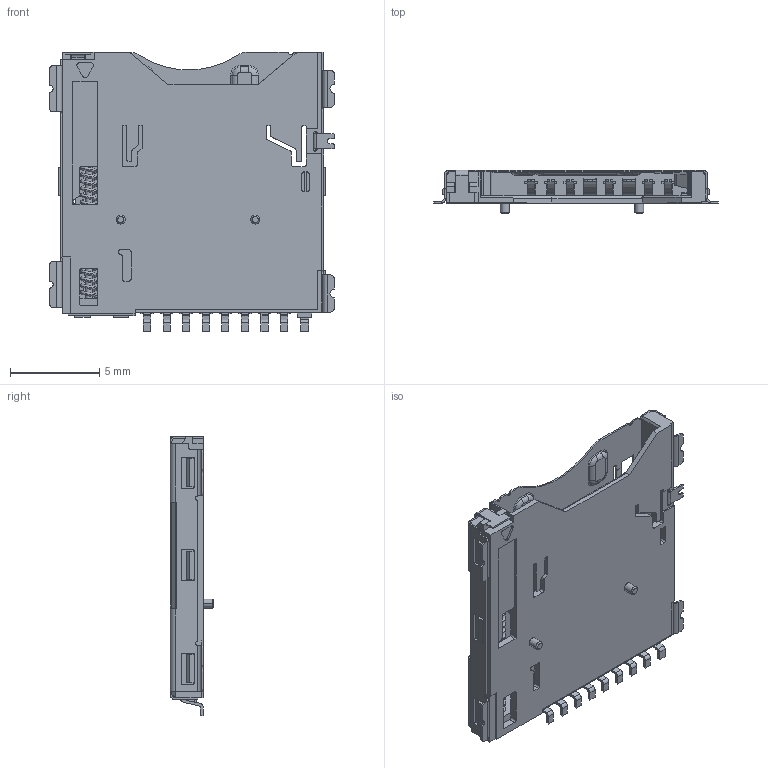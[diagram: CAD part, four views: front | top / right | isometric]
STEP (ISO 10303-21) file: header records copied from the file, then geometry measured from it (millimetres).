
FILE_DESCRIPTION (( 'STEP AP214' ), '1' );
FILE_NAME ('PJS008-2003-1.STEP', '2021-12-30T11:17:39', ( '' ), ( '' ), 'SwSTEP 2.0', 'SolidWorks 2018', '' );
FILE_SCHEMA (( 'AUTOMOTIVE_DESIGN' ));
Length unit declared in the file: millimetre
Products named in the file (1): PJS008-2003-1
Bounding box: 16 x 2.45 x 15.7 mm (x, y, z)
Volume: 155.7 mm3; surface area: 1178 mm2
Topology: 14 solids, 14 shells, 1219 faces, 3290 edges, 2096 vertices
Faces by surface type: plane 761, cylinder 400, torus 48, bspline 6, cone 4
Entity records: 40548 total; most frequent: CARTESIAN_POINT 9064, ORIENTED_EDGE 6580, DIRECTION 6520, EDGE_CURVE 3290, VECTOR 2400, LINE 2400, VERTEX_POINT 2096, AXIS2_PLACEMENT_3D 2060
